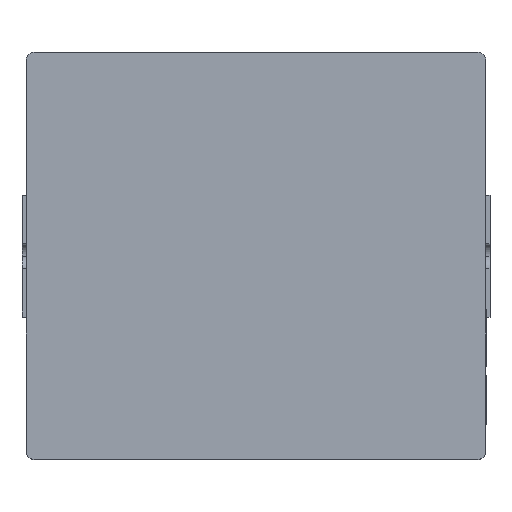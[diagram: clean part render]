
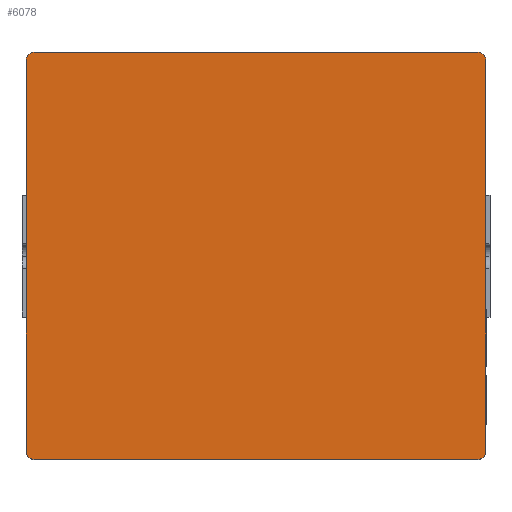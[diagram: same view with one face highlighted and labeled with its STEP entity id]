
A CAD part, top view. The second image highlights one B-rep face of the part: STEP entity #6078.
In plain terms, the highlighted planar face has unit normal (0, 0, 1).
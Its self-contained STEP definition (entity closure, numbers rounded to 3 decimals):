
#576 = ORIENTED_EDGE ( 'NONE', *, *, #6993, .T. ) ;
#589 = ORIENTED_EDGE ( 'NONE', *, *, #2020, .T. ) ;
#861 = AXIS2_PLACEMENT_3D ( 'NONE', #11398, #1653, #5596 ) ;
#875 = CARTESIAN_POINT ( 'NONE',  ( 5.45, 5., 3.8 ) ) ;
#974 = AXIS2_PLACEMENT_3D ( 'NONE', #11527, #2617, #11588 ) ;
#988 = VECTOR ( 'NONE', #12384, 1000. ) ;
#1166 = DIRECTION ( 'NONE',  ( 0., -1., 0. ) ) ;
#1360 = DIRECTION ( 'NONE',  ( 0., 0., 1. ) ) ;
#1471 = CARTESIAN_POINT ( 'NONE',  ( 5.65, 5., 3.8 ) ) ;
#1653 = DIRECTION ( 'NONE',  ( 0., 0., 1. ) ) ;
#1793 = ORIENTED_EDGE ( 'NONE', *, *, #9181, .T. ) ;
#1957 = VERTEX_POINT ( 'NONE', #9747 ) ;
#2020 = EDGE_CURVE ( 'NONE', #11587, #7824, #10433, .T. ) ;
#2148 = VECTOR ( 'NONE', #1166, 1000. ) ;
#2171 = CARTESIAN_POINT ( 'NONE',  ( -5.65, -4.8, 3.8 ) ) ;
#2489 = AXIS2_PLACEMENT_3D ( 'NONE', #8391, #4205, #11177 ) ;
#2555 = EDGE_CURVE ( 'NONE', #8609, #1957, #8719, .T. ) ;
#2617 = DIRECTION ( 'NONE',  ( 0., 0., 1. ) ) ;
#2718 = VERTEX_POINT ( 'NONE', #875 ) ;
#3071 = ORIENTED_EDGE ( 'NONE', *, *, #2555, .T. ) ;
#3370 = CARTESIAN_POINT ( 'NONE',  ( -5.65, 5., 3.8 ) ) ;
#3677 = ORIENTED_EDGE ( 'NONE', *, *, #6865, .T. ) ;
#3713 = AXIS2_PLACEMENT_3D ( 'NONE', #5681, #5821, #9798 ) ;
#4205 = DIRECTION ( 'NONE',  ( 0., 0., 1. ) ) ;
#4447 = LINE ( 'NONE', #8451, #988 ) ;
#5120 = ORIENTED_EDGE ( 'NONE', *, *, #6553, .T. ) ;
#5324 = LINE ( 'NONE', #7368, #12214 ) ;
#5521 = CARTESIAN_POINT ( 'NONE',  ( 5.65, 4.8, 3.8 ) ) ;
#5530 = CARTESIAN_POINT ( 'NONE',  ( 5.65, -4.8, 3.8 ) ) ;
#5596 = DIRECTION ( 'NONE',  ( 1., 0., 0. ) ) ;
#5681 = CARTESIAN_POINT ( 'NONE',  ( 5.45, -4.8, 3.8 ) ) ;
#5821 = DIRECTION ( 'NONE',  ( 0., 0., 1. ) ) ;
#6078 = ADVANCED_FACE ( 'NONE', ( #11153 ), #6219, .T. ) ;
#6219 = PLANE ( 'NONE',  #6363 ) ;
#6363 = AXIS2_PLACEMENT_3D ( 'NONE', #10512, #1360, #7398 ) ;
#6444 = ORIENTED_EDGE ( 'NONE', *, *, #7841, .T. ) ;
#6553 = EDGE_CURVE ( 'NONE', #1957, #12590, #5324, .T. ) ;
#6865 = EDGE_CURVE ( 'NONE', #12590, #11587, #11824, .T. ) ;
#6993 = EDGE_CURVE ( 'NONE', #7824, #2718, #11206, .T. ) ;
#7160 = VERTEX_POINT ( 'NONE', #8077 ) ;
#7368 = CARTESIAN_POINT ( 'NONE',  ( -5.65, -5., 3.8 ) ) ;
#7398 = DIRECTION ( 'NONE',  ( 1., 0., 0. ) ) ;
#7824 = VERTEX_POINT ( 'NONE', #5521 ) ;
#7841 = EDGE_CURVE ( 'NONE', #7160, #10485, #11725, .T. ) ;
#7975 = LINE ( 'NONE', #3370, #2148 ) ;
#8077 = CARTESIAN_POINT ( 'NONE',  ( -5.45, 5., 3.8 ) ) ;
#8391 = CARTESIAN_POINT ( 'NONE',  ( -5.45, -4.8, 3.8 ) ) ;
#8451 = CARTESIAN_POINT ( 'NONE',  ( -5.65, 5., 3.8 ) ) ;
#8609 = VERTEX_POINT ( 'NONE', #2171 ) ;
#8665 = EDGE_CURVE ( 'NONE', #10485, #8609, #7975, .T. ) ;
#8719 = CIRCLE ( 'NONE', #2489, 0.2 ) ;
#9181 = EDGE_CURVE ( 'NONE', #2718, #7160, #4447, .T. ) ;
#9196 = CARTESIAN_POINT ( 'NONE',  ( 5.45, -5., 3.8 ) ) ;
#9736 = VECTOR ( 'NONE', #11337, 1000. ) ;
#9747 = CARTESIAN_POINT ( 'NONE',  ( -5.45, -5., 3.8 ) ) ;
#9763 = ORIENTED_EDGE ( 'NONE', *, *, #8665, .T. ) ;
#9798 = DIRECTION ( 'NONE',  ( 1., 0., 0. ) ) ;
#9800 = CARTESIAN_POINT ( 'NONE',  ( -5.65, 4.8, 3.8 ) ) ;
#10433 = LINE ( 'NONE', #1471, #9736 ) ;
#10485 = VERTEX_POINT ( 'NONE', #9800 ) ;
#10512 = CARTESIAN_POINT ( 'NONE',  ( 0., 0., 3.8 ) ) ;
#11153 = FACE_OUTER_BOUND ( 'NONE', #11836, .T. ) ;
#11177 = DIRECTION ( 'NONE',  ( 1., 0., 0. ) ) ;
#11206 = CIRCLE ( 'NONE', #861, 0.2 ) ;
#11313 = DIRECTION ( 'NONE',  ( 1., 0., 0. ) ) ;
#11337 = DIRECTION ( 'NONE',  ( 0., 1., 0. ) ) ;
#11398 = CARTESIAN_POINT ( 'NONE',  ( 5.45, 4.8, 3.8 ) ) ;
#11527 = CARTESIAN_POINT ( 'NONE',  ( -5.45, 4.8, 3.8 ) ) ;
#11587 = VERTEX_POINT ( 'NONE', #5530 ) ;
#11588 = DIRECTION ( 'NONE',  ( 1., 0., 0. ) ) ;
#11725 = CIRCLE ( 'NONE', #974, 0.2 ) ;
#11824 = CIRCLE ( 'NONE', #3713, 0.2 ) ;
#11836 = EDGE_LOOP ( 'NONE', ( #9763, #3071, #5120, #3677, #589, #576, #1793, #6444 ) ) ;
#12214 = VECTOR ( 'NONE', #11313, 1000. ) ;
#12384 = DIRECTION ( 'NONE',  ( -1., 0., 0. ) ) ;
#12590 = VERTEX_POINT ( 'NONE', #9196 ) ;
